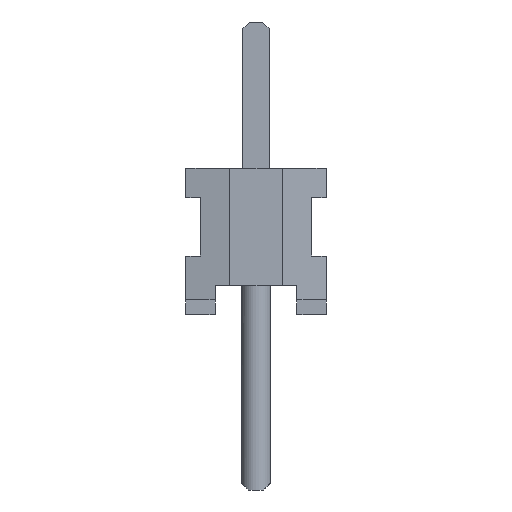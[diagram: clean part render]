
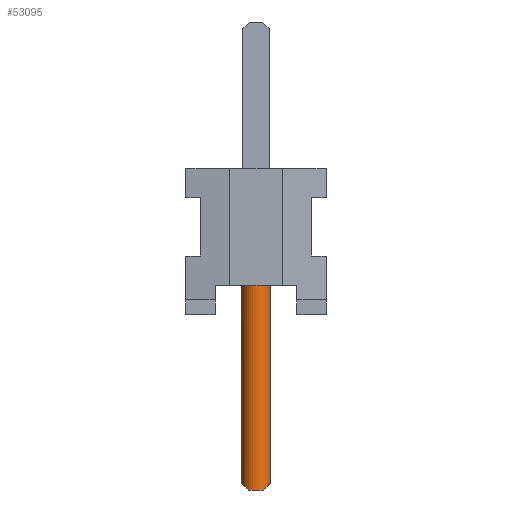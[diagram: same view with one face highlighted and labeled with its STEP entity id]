
A CAD part, left-side view. The second image highlights one B-rep face of the part: STEP entity #53095.
In plain terms, the highlighted cylindrical face has radius 0.254 mm (diameter 0.508 mm), a full revolution.
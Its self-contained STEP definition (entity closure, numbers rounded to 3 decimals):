
#50589 = EDGE_CURVE('',#50590,#50592,#50594,.T.);
#50590 = VERTEX_POINT('',#50591);
#50591 = CARTESIAN_POINT('',(-25.654,0.,1.27));
#50592 = VERTEX_POINT('',#50593);
#50593 = CARTESIAN_POINT('',(-25.62,0.127,1.27));
#50594 = CIRCLE('',#50595,0.254);
#50595 = AXIS2_PLACEMENT_3D('',#50596,#50597,#50598);
#50596 = CARTESIAN_POINT('',(-25.4,0.,1.27));
#50597 = DIRECTION('',(0.,0.,1.));
#50598 = DIRECTION('',(1.,0.,0.));
#50600 = EDGE_CURVE('',#50592,#50590,#50601,.T.);
#50601 = CIRCLE('',#50602,0.254);
#50602 = AXIS2_PLACEMENT_3D('',#50603,#50604,#50605);
#50603 = CARTESIAN_POINT('',(-25.4,0.,1.27));
#50604 = DIRECTION('',(0.,0.,1.));
#50605 = DIRECTION('',(1.,0.,0.));
#53095 = ADVANCED_FACE('',(#53096),#53142,.T.);
#53096 = FACE_BOUND('',#53097,.T.);
#53097 = EDGE_LOOP('',(#53098,#53099,#53106,#53115,#53124,#53133,#53140,
    #53141));
#53098 = ORIENTED_EDGE('',*,*,#50600,.F.);
#53099 = ORIENTED_EDGE('',*,*,#53100,.T.);
#53100 = EDGE_CURVE('',#50592,#53101,#53103,.T.);
#53101 = VERTEX_POINT('',#53102);
#53102 = CARTESIAN_POINT('',(-25.62,0.127,-3.048));
#53103 = B_SPLINE_CURVE_WITH_KNOTS('',1,(#53104,#53105),.UNSPECIFIED.,
  .F.,.F.,(2,2),(0.,4.318),.PIECEWISE_BEZIER_KNOTS.);
#53104 = CARTESIAN_POINT('',(-25.62,0.127,1.27));
#53105 = CARTESIAN_POINT('',(-25.62,0.127,-3.048));
#53106 = ORIENTED_EDGE('',*,*,#53107,.T.);
#53107 = EDGE_CURVE('',#53101,#53108,#53110,.T.);
#53108 = VERTEX_POINT('',#53109);
#53109 = CARTESIAN_POINT('',(-25.62,-0.127,-3.048));
#53110 = CIRCLE('',#53111,0.254);
#53111 = AXIS2_PLACEMENT_3D('',#53112,#53113,#53114);
#53112 = CARTESIAN_POINT('',(-25.4,0.,-3.048));
#53113 = DIRECTION('',(0.,0.,1.));
#53114 = DIRECTION('',(0.,-1.,0.));
#53115 = ORIENTED_EDGE('',*,*,#53116,.T.);
#53116 = EDGE_CURVE('',#53108,#53117,#53119,.T.);
#53117 = VERTEX_POINT('',#53118);
#53118 = CARTESIAN_POINT('',(-25.18,-0.127,-3.048));
#53119 = ELLIPSE('',#53120,0.359,0.254);
#53120 = AXIS2_PLACEMENT_3D('',#53121,#53122,#53123);
#53121 = CARTESIAN_POINT('',(-25.4,0.,-3.175));
#53122 = DIRECTION('',(0.,0.707,0.707));
#53123 = DIRECTION('',(0.,0.707,-0.707));
#53124 = ORIENTED_EDGE('',*,*,#53125,.T.);
#53125 = EDGE_CURVE('',#53117,#53126,#53128,.T.);
#53126 = VERTEX_POINT('',#53127);
#53127 = CARTESIAN_POINT('',(-25.18,0.127,-3.048));
#53128 = CIRCLE('',#53129,0.254);
#53129 = AXIS2_PLACEMENT_3D('',#53130,#53131,#53132);
#53130 = CARTESIAN_POINT('',(-25.4,0.,-3.048));
#53131 = DIRECTION('',(0.,0.,1.));
#53132 = DIRECTION('',(0.,-1.,0.));
#53133 = ORIENTED_EDGE('',*,*,#53134,.T.);
#53134 = EDGE_CURVE('',#53126,#53101,#53135,.T.);
#53135 = ELLIPSE('',#53136,0.359,0.254);
#53136 = AXIS2_PLACEMENT_3D('',#53137,#53138,#53139);
#53137 = CARTESIAN_POINT('',(-25.4,0.,-3.175));
#53138 = DIRECTION('',(0.,-0.707,0.707));
#53139 = DIRECTION('',(0.,-0.707,-0.707));
#53140 = ORIENTED_EDGE('',*,*,#53100,.F.);
#53141 = ORIENTED_EDGE('',*,*,#50589,.F.);
#53142 = CYLINDRICAL_SURFACE('',#53143,0.254);
#53143 = AXIS2_PLACEMENT_3D('',#53144,#53145,#53146);
#53144 = CARTESIAN_POINT('',(-25.4,0.,1.27));
#53145 = DIRECTION('',(0.,0.,-1.));
#53146 = DIRECTION('',(0.,1.,0.));
